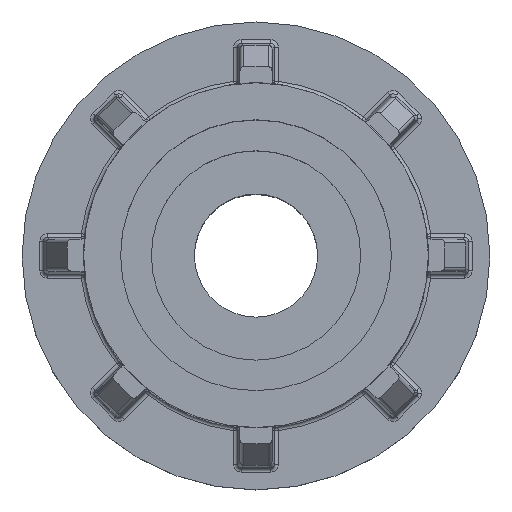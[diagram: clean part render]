
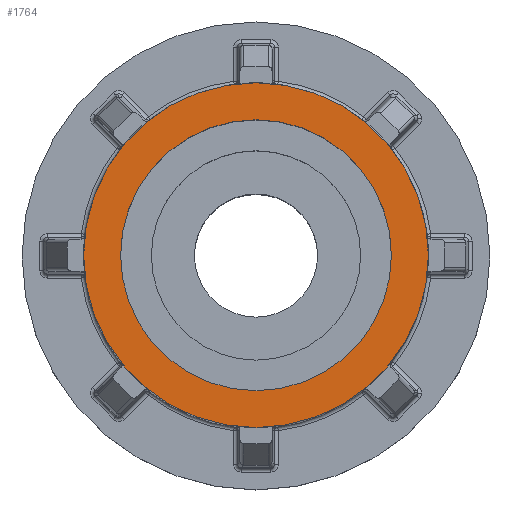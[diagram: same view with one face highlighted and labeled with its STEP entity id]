
A CAD part, top view. The second image highlights one B-rep face of the part: STEP entity #1764.
In plain terms, the highlighted planar face has unit normal (0, 0, 1).
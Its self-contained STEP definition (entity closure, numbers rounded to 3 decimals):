
#12 = VERTEX_POINT ( 'NONE', #9222 ) ;
#544 = AXIS2_PLACEMENT_3D ( 'NONE', #722, #6080, #1536 ) ;
#546 = EDGE_LOOP ( 'NONE', ( #5808, #5842 ) ) ;
#722 = CARTESIAN_POINT ( 'NONE',  ( 0., 0., 43. ) ) ;
#741 = EDGE_CURVE ( 'NONE', #4520, #12, #7975, .T. ) ;
#919 = ORIENTED_EDGE ( 'NONE', *, *, #741, .F. ) ;
#1437 = PLANE ( 'NONE',  #7319 ) ;
#1536 = DIRECTION ( 'NONE',  ( 1., 0., 0. ) ) ;
#1764 = ADVANCED_FACE ( 'NONE', ( #4486, #4571 ), #1437, .T. ) ;
#1779 = ORIENTED_EDGE ( 'NONE', *, *, #3970, .F. ) ;
#2101 = EDGE_CURVE ( 'NONE', #6311, #3972, #3164, .T. ) ;
#2251 = DIRECTION ( 'NONE',  ( 0., 0., 1. ) ) ;
#2394 = DIRECTION ( 'NONE',  ( 0., 0., 1. ) ) ;
#3164 = CIRCLE ( 'NONE', #544, 14. ) ;
#3752 = DIRECTION ( 'NONE',  ( 1., 0., 0. ) ) ;
#3768 = CIRCLE ( 'NONE', #5690, 11. ) ;
#3774 = DIRECTION ( 'NONE',  ( 0., 0., 1. ) ) ;
#3970 = EDGE_CURVE ( 'NONE', #12, #4520, #3768, .T. ) ;
#3972 = VERTEX_POINT ( 'NONE', #6701 ) ;
#4486 = FACE_BOUND ( 'NONE', #6872, .T. ) ;
#4496 = EDGE_CURVE ( 'NONE', #3972, #6311, #8896, .T. ) ;
#4520 = VERTEX_POINT ( 'NONE', #4724 ) ;
#4571 = FACE_OUTER_BOUND ( 'NONE', #546, .T. ) ;
#4724 = CARTESIAN_POINT ( 'NONE',  ( 11., 0., 43. ) ) ;
#5058 = AXIS2_PLACEMENT_3D ( 'NONE', #6818, #2394, #7431 ) ;
#5339 = CARTESIAN_POINT ( 'NONE',  ( -14., 0., 43. ) ) ;
#5690 = AXIS2_PLACEMENT_3D ( 'NONE', #7931, #3774, #8602 ) ;
#5808 = ORIENTED_EDGE ( 'NONE', *, *, #2101, .T. ) ;
#5842 = ORIENTED_EDGE ( 'NONE', *, *, #4496, .T. ) ;
#6080 = DIRECTION ( 'NONE',  ( 0., 0., 1. ) ) ;
#6311 = VERTEX_POINT ( 'NONE', #5339 ) ;
#6701 = CARTESIAN_POINT ( 'NONE',  ( 14., 0., 43. ) ) ;
#6715 = CARTESIAN_POINT ( 'NONE',  ( 0., 0., 43. ) ) ;
#6818 = CARTESIAN_POINT ( 'NONE',  ( 0., 0., 43. ) ) ;
#6872 = EDGE_LOOP ( 'NONE', ( #919, #1779 ) ) ;
#7316 = DIRECTION ( 'NONE',  ( 1., 0., 0. ) ) ;
#7319 = AXIS2_PLACEMENT_3D ( 'NONE', #9285, #7913, #3752 ) ;
#7431 = DIRECTION ( 'NONE',  ( 1., 0., 0. ) ) ;
#7913 = DIRECTION ( 'NONE',  ( 0., 0., 1. ) ) ;
#7931 = CARTESIAN_POINT ( 'NONE',  ( 0., 0., 43. ) ) ;
#7975 = CIRCLE ( 'NONE', #8057, 11. ) ;
#8057 = AXIS2_PLACEMENT_3D ( 'NONE', #6715, #2251, #7316 ) ;
#8602 = DIRECTION ( 'NONE',  ( 1., 0., 0. ) ) ;
#8896 = CIRCLE ( 'NONE', #5058, 14. ) ;
#9222 = CARTESIAN_POINT ( 'NONE',  ( -11., 0., 43. ) ) ;
#9285 = CARTESIAN_POINT ( 'NONE',  ( 0., 0., 43. ) ) ;
